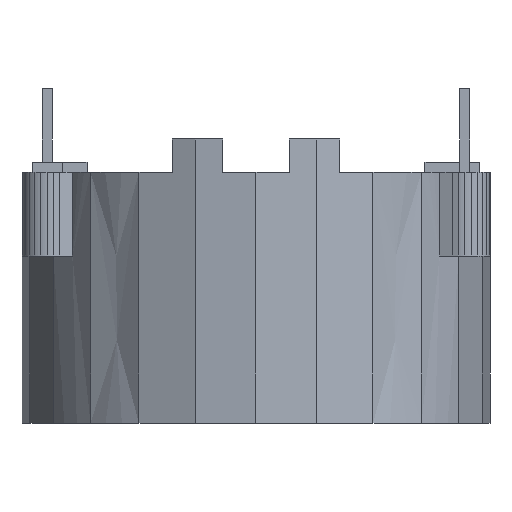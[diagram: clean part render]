
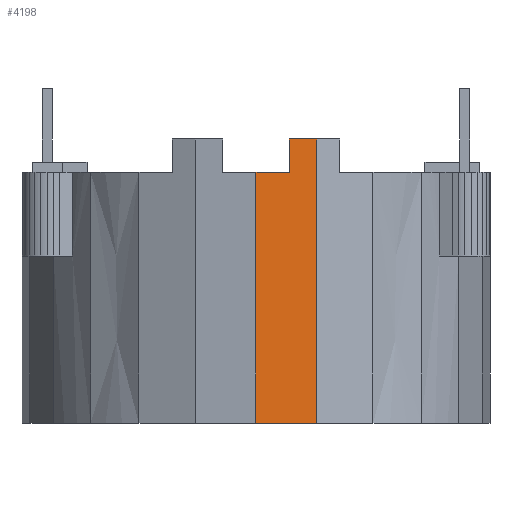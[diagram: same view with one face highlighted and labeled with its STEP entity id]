
A CAD part, left-side view. The second image highlights one B-rep face of the part: STEP entity #4198.
In plain terms, the highlighted planar face has unit normal (-0.991, -0.131, 0).
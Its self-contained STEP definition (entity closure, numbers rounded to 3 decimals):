
#740 = PLANE('',#741);
#741 = AXIS2_PLACEMENT_3D('',#742,#743,#744);
#742 = CARTESIAN_POINT('',(-13.523,-3.623,0.));
#743 = DIRECTION('',(-0.924,-0.383,
    0.));
#744 = DIRECTION('',(0.383,-0.924,0.)
  );
#3543 = PLANE('',#3544);
#3544 = AXIS2_PLACEMENT_3D('',#3545,#3546,#3547);
#3545 = CARTESIAN_POINT('',(9.899,9.899,0.));
#3546 = DIRECTION('',(0.,0.,-1.));
#3547 = DIRECTION('',(-1.,0.,0.));
#4054 = VERTEX_POINT('',#4055);
#4055 = CARTESIAN_POINT('',(-13.523,-3.623,0.));
#4146 = VERTEX_POINT('',#4147);
#4147 = CARTESIAN_POINT('',(-13.523,-3.623,17.));
#4161 = PLANE('',#4162);
#4162 = AXIS2_PLACEMENT_3D('',#4163,#4164,#4165);
#4163 = CARTESIAN_POINT('',(-13.523,-3.623,17.));
#4164 = DIRECTION('',(0.,0.,1.));
#4165 = DIRECTION('',(1.,0.,0.));
#4173 = EDGE_CURVE('',#4054,#4146,#4174,.T.);
#4174 = SURFACE_CURVE('',#4175,(#4179,#4186),.PCURVE_S1.);
#4175 = LINE('',#4176,#4177);
#4176 = CARTESIAN_POINT('',(-13.523,-3.623,0.));
#4177 = VECTOR('',#4178,1.);
#4178 = DIRECTION('',(0.,0.,1.));
#4179 = PCURVE('',#740,#4180);
#4180 = DEFINITIONAL_REPRESENTATION('',(#4181),#4185);
#4181 = LINE('',#4182,#4183);
#4182 = CARTESIAN_POINT('',(0.,0.));
#4183 = VECTOR('',#4184,1.);
#4184 = DIRECTION('',(0.,1.));
#4185 = ( GEOMETRIC_REPRESENTATION_CONTEXT(2) 
PARAMETRIC_REPRESENTATION_CONTEXT() REPRESENTATION_CONTEXT('2D SPACE',''
  ) );
#4186 = PCURVE('',#4187,#4192);
#4187 = PLANE('',#4188);
#4188 = AXIS2_PLACEMENT_3D('',#4189,#4190,#4191);
#4189 = CARTESIAN_POINT('',(-14.,0.,0.));
#4190 = DIRECTION('',(-0.991,-0.131,
    0.));
#4191 = DIRECTION('',(0.131,-0.991,0.));
#4192 = DEFINITIONAL_REPRESENTATION('',(#4193),#4197);
#4193 = LINE('',#4194,#4195);
#4194 = CARTESIAN_POINT('',(3.655,0.));
#4195 = VECTOR('',#4196,1.);
#4196 = DIRECTION('',(0.,1.));
#4197 = ( GEOMETRIC_REPRESENTATION_CONTEXT(2) 
PARAMETRIC_REPRESENTATION_CONTEXT() REPRESENTATION_CONTEXT('2D SPACE',''
  ) );
#4198 = ADVANCED_FACE('',(#4199),#4187,.T.);
#4199 = FACE_BOUND('',#4200,.T.);
#4200 = EDGE_LOOP('',(#4201,#4224,#4225,#4248,#4276,#4304));
#4201 = ORIENTED_EDGE('',*,*,#4202,.T.);
#4202 = EDGE_CURVE('',#4203,#4054,#4205,.T.);
#4203 = VERTEX_POINT('',#4204);
#4204 = CARTESIAN_POINT('',(-14.,0.,0.));
#4205 = SURFACE_CURVE('',#4206,(#4210,#4217),.PCURVE_S1.);
#4206 = LINE('',#4207,#4208);
#4207 = CARTESIAN_POINT('',(-14.,0.,0.));
#4208 = VECTOR('',#4209,1.);
#4209 = DIRECTION('',(0.131,-0.991,0.));
#4210 = PCURVE('',#4187,#4211);
#4211 = DEFINITIONAL_REPRESENTATION('',(#4212),#4216);
#4212 = LINE('',#4213,#4214);
#4213 = CARTESIAN_POINT('',(0.,0.));
#4214 = VECTOR('',#4215,1.);
#4215 = DIRECTION('',(1.,0.));
#4216 = ( GEOMETRIC_REPRESENTATION_CONTEXT(2) 
PARAMETRIC_REPRESENTATION_CONTEXT() REPRESENTATION_CONTEXT('2D SPACE',''
  ) );
#4217 = PCURVE('',#3543,#4218);
#4218 = DEFINITIONAL_REPRESENTATION('',(#4219),#4223);
#4219 = LINE('',#4220,#4221);
#4220 = CARTESIAN_POINT('',(23.899,-9.899));
#4221 = VECTOR('',#4222,1.);
#4222 = DIRECTION('',(-0.131,-0.991));
#4223 = ( GEOMETRIC_REPRESENTATION_CONTEXT(2) 
PARAMETRIC_REPRESENTATION_CONTEXT() REPRESENTATION_CONTEXT('2D SPACE',''
  ) );
#4224 = ORIENTED_EDGE('',*,*,#4173,.T.);
#4225 = ORIENTED_EDGE('',*,*,#4226,.F.);
#4226 = EDGE_CURVE('',#4227,#4146,#4229,.T.);
#4227 = VERTEX_POINT('',#4228);
#4228 = CARTESIAN_POINT('',(-13.737,-2.,17.));
#4229 = SURFACE_CURVE('',#4230,(#4234,#4241),.PCURVE_S1.);
#4230 = LINE('',#4231,#4232);
#4231 = CARTESIAN_POINT('',(-13.737,-2.,17.));
#4232 = VECTOR('',#4233,1.);
#4233 = DIRECTION('',(0.131,-0.991,0.));
#4234 = PCURVE('',#4187,#4235);
#4235 = DEFINITIONAL_REPRESENTATION('',(#4236),#4240);
#4236 = LINE('',#4237,#4238);
#4237 = CARTESIAN_POINT('',(2.017,17.));
#4238 = VECTOR('',#4239,1.);
#4239 = DIRECTION('',(1.,0.));
#4240 = ( GEOMETRIC_REPRESENTATION_CONTEXT(2) 
PARAMETRIC_REPRESENTATION_CONTEXT() REPRESENTATION_CONTEXT('2D SPACE',''
  ) );
#4241 = PCURVE('',#4161,#4242);
#4242 = DEFINITIONAL_REPRESENTATION('',(#4243),#4247);
#4243 = LINE('',#4244,#4245);
#4244 = CARTESIAN_POINT('',(-0.214,1.623));
#4245 = VECTOR('',#4246,1.);
#4246 = DIRECTION('',(0.131,-0.991));
#4247 = ( GEOMETRIC_REPRESENTATION_CONTEXT(2) 
PARAMETRIC_REPRESENTATION_CONTEXT() REPRESENTATION_CONTEXT('2D SPACE',''
  ) );
#4248 = ORIENTED_EDGE('',*,*,#4249,.F.);
#4249 = EDGE_CURVE('',#4250,#4227,#4252,.T.);
#4250 = VERTEX_POINT('',#4251);
#4251 = CARTESIAN_POINT('',(-13.737,-2.,15.));
#4252 = SURFACE_CURVE('',#4253,(#4257,#4264),.PCURVE_S1.);
#4253 = LINE('',#4254,#4255);
#4254 = CARTESIAN_POINT('',(-13.737,-2.,15.));
#4255 = VECTOR('',#4256,1.);
#4256 = DIRECTION('',(0.,0.,1.));
#4257 = PCURVE('',#4187,#4258);
#4258 = DEFINITIONAL_REPRESENTATION('',(#4259),#4263);
#4259 = LINE('',#4260,#4261);
#4260 = CARTESIAN_POINT('',(2.017,15.));
#4261 = VECTOR('',#4262,1.);
#4262 = DIRECTION('',(0.,1.));
#4263 = ( GEOMETRIC_REPRESENTATION_CONTEXT(2) 
PARAMETRIC_REPRESENTATION_CONTEXT() REPRESENTATION_CONTEXT('2D SPACE',''
  ) );
#4264 = PCURVE('',#4265,#4270);
#4265 = PLANE('',#4266);
#4266 = AXIS2_PLACEMENT_3D('',#4267,#4268,#4269);
#4267 = CARTESIAN_POINT('',(-12.728,-2.,15.));
#4268 = DIRECTION('',(0.,1.,0.));
#4269 = DIRECTION('',(0.,0.,1.));
#4270 = DEFINITIONAL_REPRESENTATION('',(#4271),#4275);
#4271 = LINE('',#4272,#4273);
#4272 = CARTESIAN_POINT('',(0.,-1.009));
#4273 = VECTOR('',#4274,1.);
#4274 = DIRECTION('',(1.,0.));
#4275 = ( GEOMETRIC_REPRESENTATION_CONTEXT(2) 
PARAMETRIC_REPRESENTATION_CONTEXT() REPRESENTATION_CONTEXT('2D SPACE',''
  ) );
#4276 = ORIENTED_EDGE('',*,*,#4277,.F.);
#4277 = EDGE_CURVE('',#4278,#4250,#4280,.T.);
#4278 = VERTEX_POINT('',#4279);
#4279 = CARTESIAN_POINT('',(-14.,0.,15.));
#4280 = SURFACE_CURVE('',#4281,(#4285,#4292),.PCURVE_S1.);
#4281 = LINE('',#4282,#4283);
#4282 = CARTESIAN_POINT('',(-14.,0.,15.));
#4283 = VECTOR('',#4284,1.);
#4284 = DIRECTION('',(0.131,-0.991,0.));
#4285 = PCURVE('',#4187,#4286);
#4286 = DEFINITIONAL_REPRESENTATION('',(#4287),#4291);
#4287 = LINE('',#4288,#4289);
#4288 = CARTESIAN_POINT('',(0.,15.));
#4289 = VECTOR('',#4290,1.);
#4290 = DIRECTION('',(1.,0.));
#4291 = ( GEOMETRIC_REPRESENTATION_CONTEXT(2) 
PARAMETRIC_REPRESENTATION_CONTEXT() REPRESENTATION_CONTEXT('2D SPACE',''
  ) );
#4292 = PCURVE('',#4293,#4298);
#4293 = PLANE('',#4294);
#4294 = AXIS2_PLACEMENT_3D('',#4295,#4296,#4297);
#4295 = CARTESIAN_POINT('',(-12.991,0.,15.));
#4296 = DIRECTION('',(0.,0.,1.));
#4297 = DIRECTION('',(1.,0.,0.));
#4298 = DEFINITIONAL_REPRESENTATION('',(#4299),#4303);
#4299 = LINE('',#4300,#4301);
#4300 = CARTESIAN_POINT('',(-1.009,0.));
#4301 = VECTOR('',#4302,1.);
#4302 = DIRECTION('',(0.131,-0.991));
#4303 = ( GEOMETRIC_REPRESENTATION_CONTEXT(2) 
PARAMETRIC_REPRESENTATION_CONTEXT() REPRESENTATION_CONTEXT('2D SPACE',''
  ) );
#4304 = ORIENTED_EDGE('',*,*,#4305,.F.);
#4305 = EDGE_CURVE('',#4203,#4278,#4306,.T.);
#4306 = SURFACE_CURVE('',#4307,(#4311,#4318),.PCURVE_S1.);
#4307 = LINE('',#4308,#4309);
#4308 = CARTESIAN_POINT('',(-14.,0.,0.));
#4309 = VECTOR('',#4310,1.);
#4310 = DIRECTION('',(0.,0.,1.));
#4311 = PCURVE('',#4187,#4312);
#4312 = DEFINITIONAL_REPRESENTATION('',(#4313),#4317);
#4313 = LINE('',#4314,#4315);
#4314 = CARTESIAN_POINT('',(0.,0.));
#4315 = VECTOR('',#4316,1.);
#4316 = DIRECTION('',(0.,1.));
#4317 = ( GEOMETRIC_REPRESENTATION_CONTEXT(2) 
PARAMETRIC_REPRESENTATION_CONTEXT() REPRESENTATION_CONTEXT('2D SPACE',''
  ) );
#4318 = PCURVE('',#4319,#4324);
#4319 = PLANE('',#4320);
#4320 = AXIS2_PLACEMENT_3D('',#4321,#4322,#4323);
#4321 = CARTESIAN_POINT('',(-13.523,3.623,0.));
#4322 = DIRECTION('',(-0.991,0.131,0.
    ));
#4323 = DIRECTION('',(-0.131,-0.991,0.
    ));
#4324 = DEFINITIONAL_REPRESENTATION('',(#4325),#4329);
#4325 = LINE('',#4326,#4327);
#4326 = CARTESIAN_POINT('',(3.655,0.));
#4327 = VECTOR('',#4328,1.);
#4328 = DIRECTION('',(0.,1.));
#4329 = ( GEOMETRIC_REPRESENTATION_CONTEXT(2) 
PARAMETRIC_REPRESENTATION_CONTEXT() REPRESENTATION_CONTEXT('2D SPACE',''
  ) );
